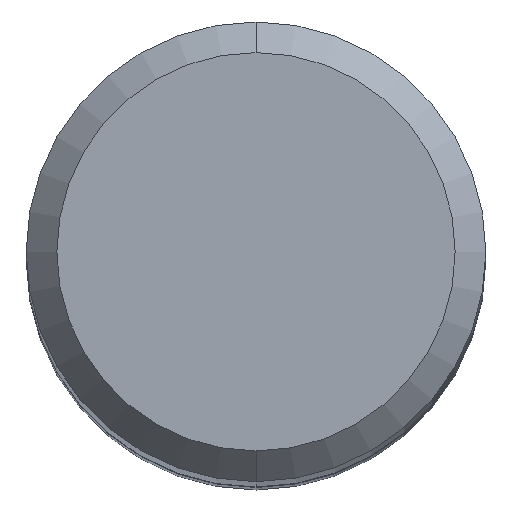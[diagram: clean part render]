
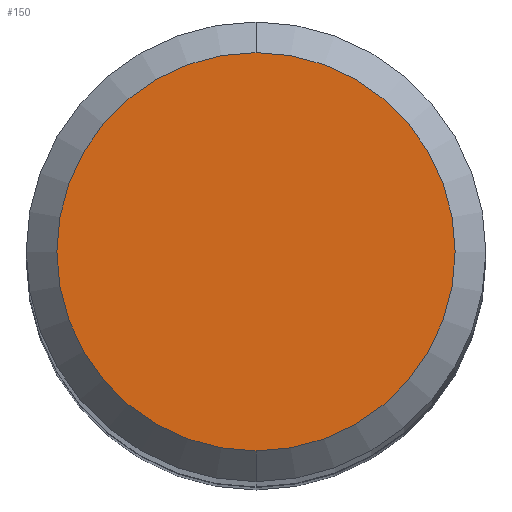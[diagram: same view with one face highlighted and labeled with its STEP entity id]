
A CAD part, top view. The second image highlights one B-rep face of the part: STEP entity #150.
In plain terms, the highlighted planar face has unit normal (0, 0, 1).
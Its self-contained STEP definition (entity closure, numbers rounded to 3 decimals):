
#146=VERTEX_POINT('',#323);
#150=ADVANCED_FACE('',(#327),#328,.T.);
#152=VERTEX_POINT('',#330);
#232=EDGE_CURVE('',#146,#152,#423,.T.);
#262=EDGE_CURVE('',#152,#146,#457,.T.);
#323=CARTESIAN_POINT('',(0.,-2.6,0.0));
#327=FACE_OUTER_BOUND('',#527,.T.);
#328=PLANE('',#528);
#330=CARTESIAN_POINT('',(0.0,2.6,0.0));
#423=CIRCLE('',#645,2.6);
#457=CIRCLE('',#690,2.6);
#527=EDGE_LOOP('',(#733,#734));
#528=AXIS2_PLACEMENT_3D('',#735,#736,#737);
#645=AXIS2_PLACEMENT_3D('',#866,#867,#868);
#690=AXIS2_PLACEMENT_3D('',#909,#910,#911);
#733=ORIENTED_EDGE('',*,*,#262,.F.);
#734=ORIENTED_EDGE('',*,*,#232,.F.);
#735=CARTESIAN_POINT('',(0.0,1.3,0.0));
#736=DIRECTION('',(-0.0,0.0,1.0));
#737=DIRECTION('',(0.0,-1.0,0.0));
#866=CARTESIAN_POINT('',(0.0,0.0,0.0));
#867=DIRECTION('',(0.0,0.0,-1.0));
#868=DIRECTION('',(0.0,1.0,0.0));
#909=CARTESIAN_POINT('',(0.0,0.0,0.0));
#910=DIRECTION('',(0.0,0.0,-1.0));
#911=DIRECTION('',(0.0,1.0,0.0));
